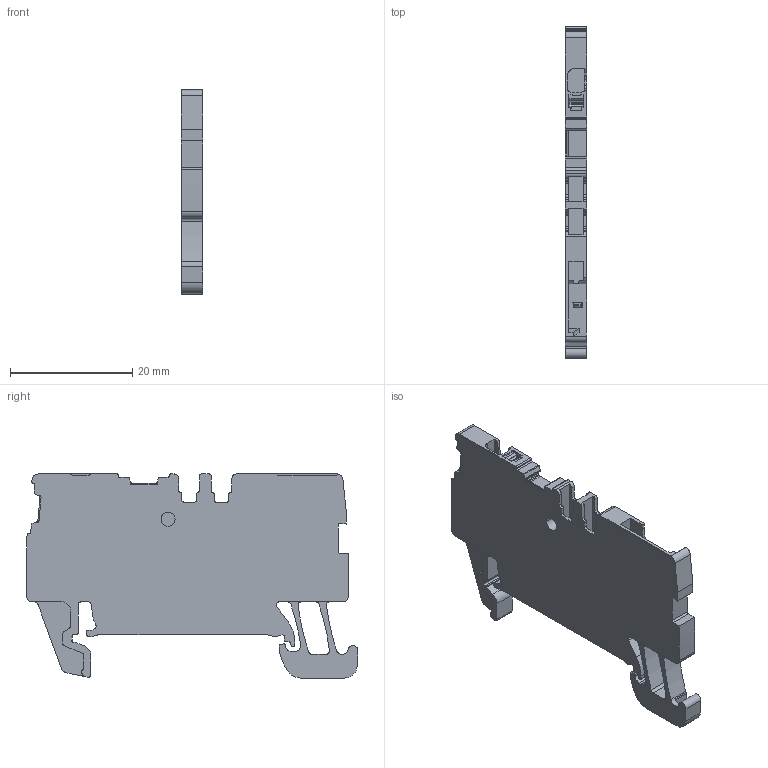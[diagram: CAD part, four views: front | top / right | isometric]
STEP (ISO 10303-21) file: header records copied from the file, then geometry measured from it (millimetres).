
FILE_DESCRIPTION(('CATIA V5 STEP Exchange','CAx-IF Rec.Pracs.--- Model Styling and Organization---1.4--- 2014-01-23'),'2;1');
FILE_NAME ('D1462740_0', '2018-11-15T09:40:06+00:00', ('none'), ('Weidmueller'), 'CATIA Version 5-6 Release 2016 SP3 HF44', 'CATIA V5 STEP AP214', 'none');
FILE_SCHEMA(('AUTOMOTIVE_DESIGN { 1 0 10303 214 1 1 1 1 }'));
Length unit declared in the file: millimetre
Products named in the file (1): v5-standard_part
Bounding box: 3.5 x 54.23 x 33.35 mm (x, y, z)
Volume: 3888.4 mm3; surface area: 4685.9 mm2
Topology: 3 solids, 3 shells, 534 faces, 1529 edges, 1001 vertices
Faces by surface type: plane 261, cylinder 257, torus 6, bspline 4, sphere 4, extrusion 2
Entity records: 17181 total; most frequent: CARTESIAN_POINT 3753, ORIENTED_EDGE 3052, DIRECTION 2288, EDGE_CURVE 1526, VERTEX_POINT 1001, VECTOR 986, LINE 984, AXIS2_PLACEMENT_3D 870
